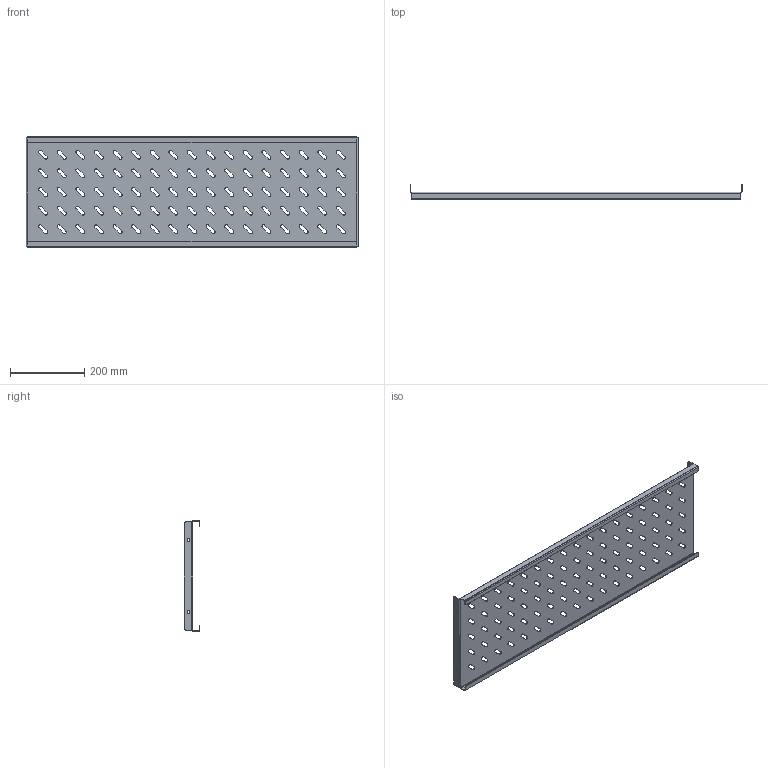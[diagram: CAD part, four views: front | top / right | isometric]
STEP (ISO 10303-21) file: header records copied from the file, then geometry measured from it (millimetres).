
FILE_DESCRIPTION (( 'STEP AP214' ), '1' );
FILE_NAME ('945.205.STEP', '2024-09-23T06:46:05', ( '' ), ( '' ), 'SwSTEP 2.0', 'SolidWorks 2021', '' );
FILE_SCHEMA (( 'AUTOMOTIVE_DESIGN' ));
Length unit declared in the file: millimetre
Products named in the file (1): 945.205
Bounding box: 892 x 41 x 297 mm (x, y, z)
Volume: 463344.3 mm3; surface area: 630794.7 mm2
Topology: 1 solids, 1 shells, 493 faces, 1445 edges, 954 vertices
Faces by surface type: cylinder 283, plane 210
Entity records: 16931 total; most frequent: DIRECTION 2999, CARTESIAN_POINT 2893, ORIENTED_EDGE 2890, EDGE_CURVE 1445, AXIS2_PLACEMENT_3D 1060, VERTEX_POINT 954, VECTOR 879, LINE 879
